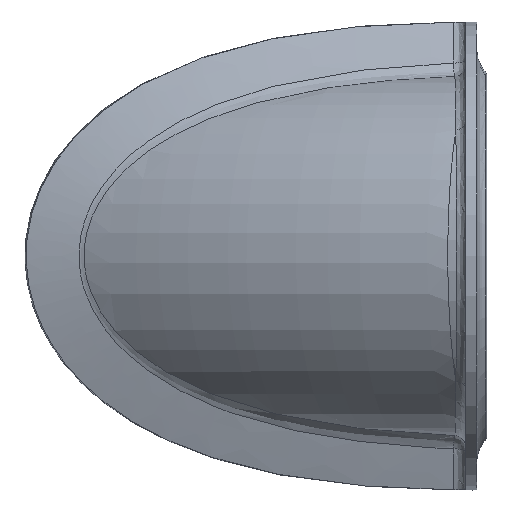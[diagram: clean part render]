
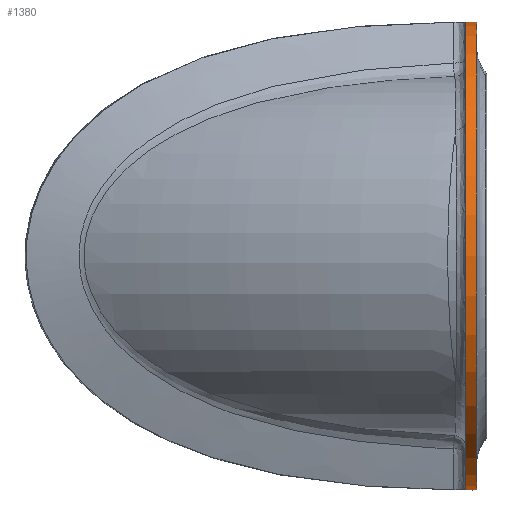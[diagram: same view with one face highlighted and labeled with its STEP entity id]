
A CAD part, top view. The second image highlights one B-rep face of the part: STEP entity #1380.
In plain terms, the highlighted cylindrical face has radius 170 mm (diameter 340 mm), a partial arc.
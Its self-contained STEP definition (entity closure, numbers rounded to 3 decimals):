
#42=LINE('',#11767,#58);
#43=LINE('',#11769,#59);
#58=VECTOR('',#1652,8.);
#59=VECTOR('',#1655,8.);
#328=FACE_OUTER_BOUND('',#414,.T.);
#414=EDGE_LOOP('',(#1222,#1223,#1224,#1225));
#430=CIRCLE('',#1404,170.);
#459=CIRCLE('',#1448,170.);
#514=VERTEX_POINT('',#4947);
#515=VERTEX_POINT('',#4949);
#575=VERTEX_POINT('',#6404);
#576=VERTEX_POINT('',#6406);
#661=EDGE_CURVE('',#515,#514,#430,.T.);
#755=EDGE_CURVE('',#576,#575,#459,.T.);
#813=EDGE_CURVE('',#575,#515,#42,.T.);
#814=EDGE_CURVE('',#514,#576,#43,.T.);
#1222=ORIENTED_EDGE('',*,*,#813,.T.);
#1223=ORIENTED_EDGE('',*,*,#661,.T.);
#1224=ORIENTED_EDGE('',*,*,#814,.T.);
#1225=ORIENTED_EDGE('',*,*,#755,.T.);
#1237=CYLINDRICAL_SURFACE('',#1469,170.);
#1380=ADVANCED_FACE('',(#328),#1237,.T.);
#1404=AXIS2_PLACEMENT_3D('',#4950,#1515,#1516);
#1448=AXIS2_PLACEMENT_3D('',#6407,#1611,#1612);
#1469=AXIS2_PLACEMENT_3D('',#11772,#1659,#1660);
#1515=DIRECTION('center_axis',(1.,0.,0.));
#1516=DIRECTION('ref_axis',(0.,1.,0.));
#1611=DIRECTION('center_axis',(-1.,0.,0.));
#1612=DIRECTION('ref_axis',(0.,1.,0.));
#1652=DIRECTION('',(-1.,0.,0.));
#1655=DIRECTION('',(1.,0.,0.));
#1659=DIRECTION('center_axis',(-1.,0.,0.));
#1660=DIRECTION('ref_axis',(0.,1.,0.));
#4947=CARTESIAN_POINT('',(-5950.783,7081.692,-3550.752));
#4949=CARTESIAN_POINT('',(-5950.783,7421.685,-3550.752));
#4950=CARTESIAN_POINT('Origin',(-5950.783,7251.688,-3551.895));
#6404=CARTESIAN_POINT('',(-5942.783,7421.685,-3550.752));
#6406=CARTESIAN_POINT('',(-5942.783,7081.692,-3550.752));
#6407=CARTESIAN_POINT('Origin',(-5942.783,7251.688,-3551.895));
#11767=CARTESIAN_POINT('',(-5942.783,7421.685,-3550.752));
#11769=CARTESIAN_POINT('',(-5950.783,7081.692,-3550.752));
#11772=CARTESIAN_POINT('Origin',(-5922.783,7251.688,-3551.895));
